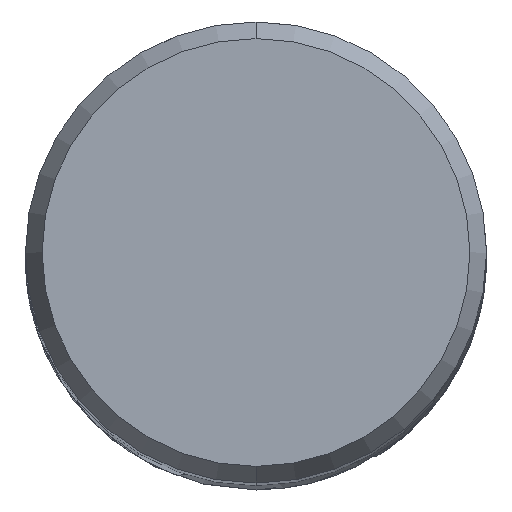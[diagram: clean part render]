
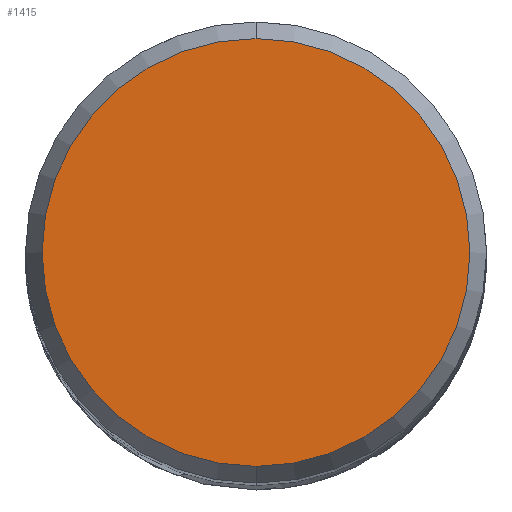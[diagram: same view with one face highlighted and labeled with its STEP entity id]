
A CAD part, top view. The second image highlights one B-rep face of the part: STEP entity #1415.
In plain terms, the highlighted planar face has unit normal (0, 0, 1).
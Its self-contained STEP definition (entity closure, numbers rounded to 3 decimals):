
#701=VERTEX_POINT('',#1670);
#787=EDGE_CURVE('',#701,#1181,#1764,.T.);
#1011=EDGE_CURVE('',#1181,#701,#2010,.T.);
#1181=VERTEX_POINT('',#2191);
#1415=ADVANCED_FACE('',(#2450),#2451,.T.);
#1670=CARTESIAN_POINT('',(0.,-7.423,0.0));
#1764=CIRCLE('',#4813,7.423);
#2010=CIRCLE('',#8315,7.423);
#2191=CARTESIAN_POINT('',(0.0,7.423,0.0));
#2450=FACE_OUTER_BOUND('',#13489,.T.);
#2451=PLANE('',#13490);
#4813=AXIS2_PLACEMENT_3D('',#13848,#13849,#13850);
#8315=AXIS2_PLACEMENT_3D('',#14107,#14108,#14109);
#13489=EDGE_LOOP('',(#14567,#14568));
#13490=AXIS2_PLACEMENT_3D('',#14569,#14570,#14571);
#13848=CARTESIAN_POINT('',(0.0,0.0,0.0));
#13849=DIRECTION('',(0.0,0.0,-1.0));
#13850=DIRECTION('',(0.0,1.0,0.0));
#14107=CARTESIAN_POINT('',(0.0,0.0,0.0));
#14108=DIRECTION('',(0.0,0.0,-1.0));
#14109=DIRECTION('',(0.0,1.0,0.0));
#14567=ORIENTED_EDGE('',*,*,#1011,.F.);
#14568=ORIENTED_EDGE('',*,*,#787,.F.);
#14569=CARTESIAN_POINT('',(0.0,3.711,0.0));
#14570=DIRECTION('',(-0.0,0.0,1.0));
#14571=DIRECTION('',(0.0,-1.0,0.0));
